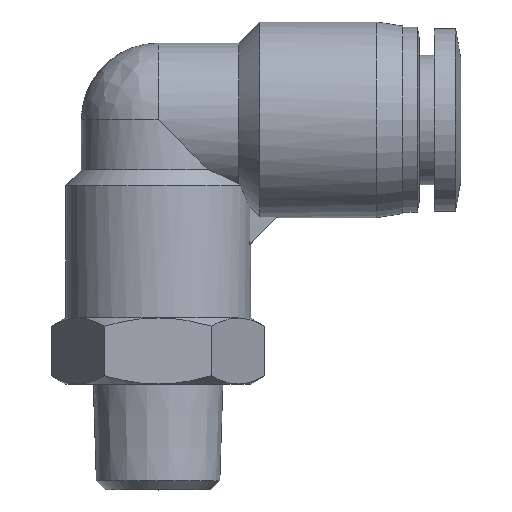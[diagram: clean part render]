
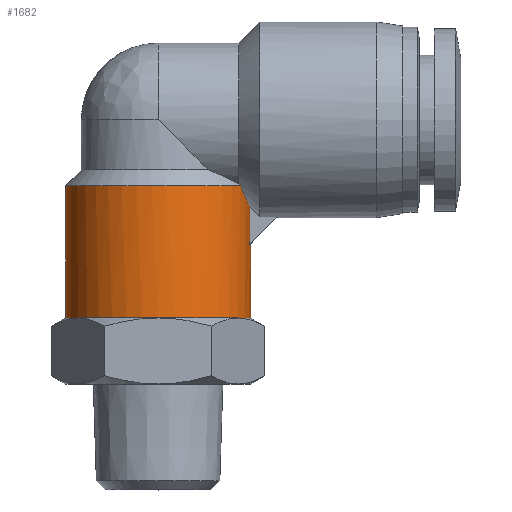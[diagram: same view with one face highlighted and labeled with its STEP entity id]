
A CAD part, top view. The second image highlights one B-rep face of the part: STEP entity #1682.
In plain terms, the highlighted cylindrical face has radius 7 mm (diameter 14 mm), a partial arc.
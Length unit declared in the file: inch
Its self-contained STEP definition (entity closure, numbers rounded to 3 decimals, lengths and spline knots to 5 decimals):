
#1 = CARTESIAN_POINT ( 'NONE',  ( -0.27559, 0., 0. ) ) ;
#8 = AXIS2_PLACEMENT_3D ( 'NONE', #637, #2503, #889 ) ;
#14 = ORIENTED_EDGE ( 'NONE', *, *, #759, .F. ) ;
#21 = CARTESIAN_POINT ( 'NONE',  ( -0.27559, 0.3937, 0. ) ) ;
#38 = CARTESIAN_POINT ( 'NONE',  ( 0.27559, 0.19685, 0. ) ) ;
#78 = AXIS2_PLACEMENT_3D ( 'NONE', #2291, #2270, #2259 ) ;
#81 = CIRCLE ( 'NONE', #78, 0.27559 ) ;
#96 = DIRECTION ( 'NONE',  ( -1., 0., 0. ) ) ;
#105 = LINE ( 'NONE', #3187, #2797 ) ;
#174 = VERTEX_POINT ( 'NONE', #1757 ) ;
#199 = LINE ( 'NONE', #956, #2204 ) ;
#208 = CARTESIAN_POINT ( 'NONE',  ( 0.27276, 0.21765, 0.03937 ) ) ;
#231 = CARTESIAN_POINT ( 'NONE',  ( 0.27276, 0.21765, 0.03937 ) ) ;
#236 = CARTESIAN_POINT ( 'NONE',  ( 0.27465, 0.21953, 0.02633 ) ) ;
#278 = DIRECTION ( 'NONE',  ( -1., 0., 0. ) ) ;
#284 = DIRECTION ( 'NONE',  ( 0., -1., 0. ) ) ;
#294 = CARTESIAN_POINT ( 'NONE',  ( 0.23867, 0., 0.1378 ) ) ;
#301 = DIRECTION ( 'NONE',  ( 0., -1., 0. ) ) ;
#309 = CARTESIAN_POINT ( 'NONE',  ( -0.23867, 0., 0.1378 ) ) ;
#315 = CARTESIAN_POINT ( 'NONE',  ( 0., 0., 0. ) ) ;
#358 = CARTESIAN_POINT ( 'NONE',  ( 0.27559, 0.22047, 0.01318 ) ) ;
#368 = DIRECTION ( 'NONE',  ( 0., 1., 0. ) ) ;
#392 = CARTESIAN_POINT ( 'NONE',  ( 0.27559, 0.22047, 0. ) ) ;
#459 = VERTEX_POINT ( 'NONE', #1 ) ;
#475 = EDGE_CURVE ( 'NONE', #174, #1639, #2613, .T. ) ;
#598 = CARTESIAN_POINT ( 'NONE',  ( 0., 0., 0. ) ) ;
#637 = CARTESIAN_POINT ( 'NONE',  ( 0., 0.3937, 0. ) ) ;
#641 = AXIS2_PLACEMENT_3D ( 'NONE', #2536, #368, #2382 ) ;
#759 = EDGE_CURVE ( 'NONE', #1497, #1537, #1994, .T. ) ;
#767 = VERTEX_POINT ( 'NONE', #21 ) ;
#772 = AXIS2_PLACEMENT_3D ( 'NONE', #2723, #1146, #2983 ) ;
#837 = ORIENTED_EDGE ( 'NONE', *, *, #1884, .T. ) ;
#862 = CARTESIAN_POINT ( 'NONE',  ( 0.27276, 0.33259, 0.03937 ) ) ;
#889 = DIRECTION ( 'NONE',  ( -1., 0., 0. ) ) ;
#897 = EDGE_CURVE ( 'NONE', #3049, #459, #1820, .T. ) ;
#925 = AXIS2_PLACEMENT_3D ( 'NONE', #598, #284, #96 ) ;
#956 = CARTESIAN_POINT ( 'NONE',  ( -0.27559, 0.19685, 0. ) ) ;
#1146 = DIRECTION ( 'NONE',  ( 0., -1., 0. ) ) ;
#1375 = EDGE_CURVE ( 'NONE', #1537, #3049, #81, .T. ) ;
#1497 = VERTEX_POINT ( 'NONE', #294 ) ;
#1532 = VERTEX_POINT ( 'NONE', #2497 ) ;
#1537 = VERTEX_POINT ( 'NONE', #3007 ) ;
#1639 = VERTEX_POINT ( 'NONE', #2714 ) ;
#1673 = DIRECTION ( 'NONE',  ( 0., 1., 0. ) ) ;
#1682 = ADVANCED_FACE ( 'NONE', ( #3035 ), #2749, .T. ) ;
#1685 = EDGE_CURVE ( 'NONE', #1754, #1532, #2954, .T. ) ;
#1702 = DIRECTION ( 'NONE',  ( 0., 1., 0. ) ) ;
#1754 = VERTEX_POINT ( 'NONE', #862 ) ;
#1757 = CARTESIAN_POINT ( 'NONE',  ( 0.27559, 0., 0. ) ) ;
#1820 = CIRCLE ( 'NONE', #925, 0.27559 ) ;
#1884 = EDGE_CURVE ( 'NONE', #1639, #2869, #3214, .T. ) ;
#1994 = CIRCLE ( 'NONE', #2945, 0.27559 ) ;
#2008 = ORIENTED_EDGE ( 'NONE', *, *, #475, .T. ) ;
#2101 = ORIENTED_EDGE ( 'NONE', *, *, #1685, .T. ) ;
#2139 = ORIENTED_EDGE ( 'NONE', *, *, #2732, .T. ) ;
#2172 = EDGE_CURVE ( 'NONE', #174, #1497, #2195, .T. ) ;
#2195 = CIRCLE ( 'NONE', #772, 0.27559 ) ;
#2204 = VECTOR ( 'NONE', #3284, 39.37008 ) ;
#2259 = DIRECTION ( 'NONE',  ( -1., 0., 0. ) ) ;
#2270 = DIRECTION ( 'NONE',  ( 0., -1., 0. ) ) ;
#2276 = CARTESIAN_POINT ( 'NONE',  ( 0.24531, 0.3937, 0.12559 ) ) ;
#2291 = CARTESIAN_POINT ( 'NONE',  ( 0., 0., 0. ) ) ;
#2319 = CARTESIAN_POINT ( 'NONE',  ( 0.25099, 0.37989, 0.1145 ) ) ;
#2325 = CARTESIAN_POINT ( 'NONE',  ( 0.25649, 0.36746, 0.10197 ) ) ;
#2334 = CARTESIAN_POINT ( 'NONE',  ( 0.2662, 0.34624, 0.07296 ) ) ;
#2352 = CARTESIAN_POINT ( 'NONE',  ( 0.27276, 0.33259, 0.03937 ) ) ;
#2354 = CARTESIAN_POINT ( 'NONE',  ( 0.2702, 0.33788, 0.05711 ) ) ;
#2382 = DIRECTION ( 'NONE',  ( -1., 0., 0. ) ) ;
#2483 = ORIENTED_EDGE ( 'NONE', *, *, #897, .F. ) ;
#2497 = CARTESIAN_POINT ( 'NONE',  ( 0.24531, 0.3937, 0.12559 ) ) ;
#2503 = DIRECTION ( 'NONE',  ( 0., -1., 0. ) ) ;
#2526 = CIRCLE ( 'NONE', #8, 0.27559 ) ;
#2536 = CARTESIAN_POINT ( 'NONE',  ( 0., 0.19685, 0. ) ) ;
#2575 = VECTOR ( 'NONE', #1702, 39.37008 ) ;
#2613 = LINE ( 'NONE', #38, #2575 ) ;
#2714 = CARTESIAN_POINT ( 'NONE',  ( 0.27559, 0.22047, 0. ) ) ;
#2723 = CARTESIAN_POINT ( 'NONE',  ( 0., 0., 0. ) ) ;
#2732 = EDGE_CURVE ( 'NONE', #1532, #767, #2526, .T. ) ;
#2749 = CYLINDRICAL_SURFACE ( 'NONE', #641, 0.27559 ) ;
#2797 = VECTOR ( 'NONE', #1673, 39.37008 ) ;
#2822 = ORIENTED_EDGE ( 'NONE', *, *, #1375, .F. ) ;
#2857 = EDGE_LOOP ( 'NONE', ( #3253, #2008, #837, #3219, #2101, #2139, #2891, #2483, #2822, #14 ) ) ;
#2869 = VERTEX_POINT ( 'NONE', #208 ) ;
#2891 = ORIENTED_EDGE ( 'NONE', *, *, #2913, .F. ) ;
#2913 = EDGE_CURVE ( 'NONE', #459, #767, #199, .T. ) ;
#2945 = AXIS2_PLACEMENT_3D ( 'NONE', #315, #301, #278 ) ;
#2954 = B_SPLINE_CURVE_WITH_KNOTS ( 'NONE', 3,
 ( #2352, #2354, #2334, #2325, #2319, #2276 ),
 .UNSPECIFIED., .F., .F.,
 ( 4, 2, 4 ),
 ( 0., 0.0014, 0.0028 ),
 .UNSPECIFIED. ) ;
#2983 = DIRECTION ( 'NONE',  ( -1., 0., 0. ) ) ;
#3007 = CARTESIAN_POINT ( 'NONE',  ( 0., 0., 0.27559 ) ) ;
#3035 = FACE_OUTER_BOUND ( 'NONE', #2857, .T. ) ;
#3049 = VERTEX_POINT ( 'NONE', #309 ) ;
#3187 = CARTESIAN_POINT ( 'NONE',  ( 0.27276, 0.19685, 0.03937 ) ) ;
#3214 =( BOUNDED_CURVE ( )  B_SPLINE_CURVE ( 3, ( #392, #358, #236, #231 ),
 .UNSPECIFIED., .F., .F. ) 
 B_SPLINE_CURVE_WITH_KNOTS ( ( 4, 4 ),
 ( 0., 0.14335 ),
 .UNSPECIFIED. ) 
 CURVE ( )  GEOMETRIC_REPRESENTATION_ITEM ( )  RATIONAL_B_SPLINE_CURVE ( ( 1., 0.998, 0.998, 1. ) ) 
 REPRESENTATION_ITEM ( '' )  );
#3219 = ORIENTED_EDGE ( 'NONE', *, *, #3229, .T. ) ;
#3229 = EDGE_CURVE ( 'NONE', #2869, #1754, #105, .T. ) ;
#3253 = ORIENTED_EDGE ( 'NONE', *, *, #2172, .F. ) ;
#3284 = DIRECTION ( 'NONE',  ( 0., 1., 0. ) ) ;
